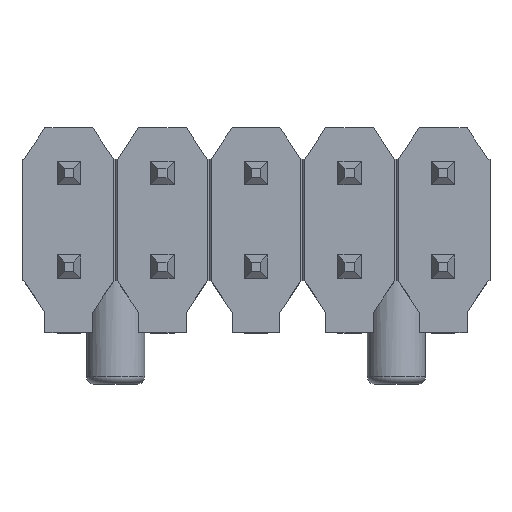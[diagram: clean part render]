
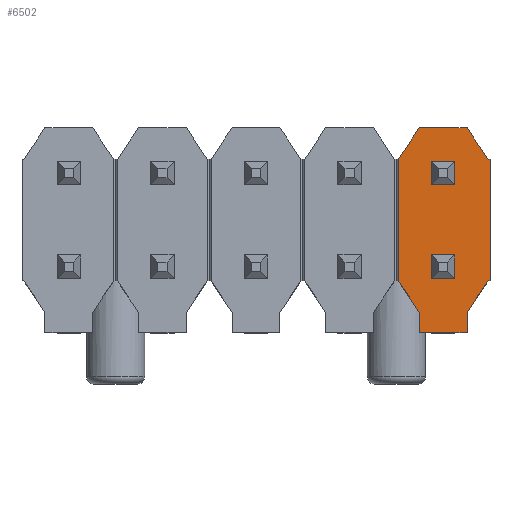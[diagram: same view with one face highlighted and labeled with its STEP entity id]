
A CAD part, top view. The second image highlights one B-rep face of the part: STEP entity #6502.
In plain terms, the highlighted planar face has unit normal (0, 0, 1).
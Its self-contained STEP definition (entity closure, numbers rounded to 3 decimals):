
#15=FACE_BOUND('',#874,.T.);
#16=FACE_BOUND('',#875,.T.);
#508=FACE_OUTER_BOUND('',#873,.T.);
#873=EDGE_LOOP('',(#5271,#5272,#5273,#5274,#5275,#5276,#5277,#5278,#5279,
#5280,#5281,#5282));
#874=EDGE_LOOP('',(#5283,#5284,#5285,#5286));
#875=EDGE_LOOP('',(#5287,#5288,#5289,#5290));
#1411=LINE('',#9909,#2198);
#1423=LINE('',#9942,#2210);
#1429=LINE('',#9954,#2216);
#1432=LINE('',#9959,#2219);
#1459=LINE('',#10023,#2246);
#1471=LINE('',#10056,#2258);
#1477=LINE('',#10068,#2264);
#1480=LINE('',#10073,#2267);
#1515=LINE('',#10165,#2302);
#1518=LINE('',#10171,#2305);
#1526=LINE('',#10200,#2313);
#1549=LINE('',#10248,#2336);
#1555=LINE('',#10262,#2342);
#1558=LINE('',#10266,#2345);
#1559=LINE('',#10268,#2346);
#1560=LINE('',#10270,#2347);
#1561=LINE('',#10272,#2348);
#1562=LINE('',#10274,#2349);
#1563=LINE('',#10276,#2350);
#1564=LINE('',#10277,#2351);
#2198=VECTOR('',#8046,1.);
#2210=VECTOR('',#8070,1.);
#2216=VECTOR('',#8080,1.);
#2219=VECTOR('',#8085,1.);
#2246=VECTOR('',#8154,1.);
#2258=VECTOR('',#8178,1.);
#2264=VECTOR('',#8188,1.);
#2267=VECTOR('',#8193,1.);
#2302=VECTOR('',#8290,1.);
#2305=VECTOR('',#8295,1.);
#2313=VECTOR('',#8321,1.);
#2336=VECTOR('',#8362,1.);
#2342=VECTOR('',#8372,1.);
#2345=VECTOR('',#8377,1.);
#2346=VECTOR('',#8378,1.);
#2347=VECTOR('',#8379,1.);
#2348=VECTOR('',#8380,1.);
#2349=VECTOR('',#8381,1.);
#2350=VECTOR('',#8382,1.);
#2351=VECTOR('',#8383,1.);
#2885=VERTEX_POINT('',#9907);
#2886=VERTEX_POINT('',#9908);
#2901=VERTEX_POINT('',#9941);
#2905=VERTEX_POINT('',#9953);
#2921=VERTEX_POINT('',#10021);
#2922=VERTEX_POINT('',#10022);
#2937=VERTEX_POINT('',#10055);
#2941=VERTEX_POINT('',#10067);
#2965=VERTEX_POINT('',#10155);
#2968=VERTEX_POINT('',#10163);
#2970=VERTEX_POINT('',#10169);
#2982=VERTEX_POINT('',#10198);
#2998=VERTEX_POINT('',#10247);
#3003=VERTEX_POINT('',#10260);
#3004=VERTEX_POINT('',#10261);
#3005=VERTEX_POINT('',#10267);
#3006=VERTEX_POINT('',#10269);
#3007=VERTEX_POINT('',#10271);
#3008=VERTEX_POINT('',#10273);
#3009=VERTEX_POINT('',#10275);
#3639=EDGE_CURVE('',#2885,#2886,#1411,.T.);
#3655=EDGE_CURVE('',#2901,#2885,#1423,.T.);
#3661=EDGE_CURVE('',#2886,#2905,#1429,.T.);
#3664=EDGE_CURVE('',#2905,#2901,#1432,.T.);
#3695=EDGE_CURVE('',#2921,#2922,#1459,.T.);
#3711=EDGE_CURVE('',#2937,#2921,#1471,.T.);
#3717=EDGE_CURVE('',#2922,#2941,#1477,.T.);
#3720=EDGE_CURVE('',#2941,#2937,#1480,.T.);
#3765=EDGE_CURVE('',#2968,#2965,#1515,.T.);
#3768=EDGE_CURVE('',#2968,#2970,#1518,.T.);
#3783=EDGE_CURVE('',#2970,#2982,#1526,.T.);
#3806=EDGE_CURVE('',#2965,#2998,#1549,.T.);
#3812=EDGE_CURVE('',#3003,#3004,#1555,.T.);
#3815=EDGE_CURVE('',#2998,#3004,#1558,.T.);
#3816=EDGE_CURVE('',#3005,#2982,#1559,.T.);
#3817=EDGE_CURVE('',#3006,#3005,#1560,.T.);
#3818=EDGE_CURVE('',#3007,#3006,#1561,.T.);
#3819=EDGE_CURVE('',#3007,#3008,#1562,.T.);
#3820=EDGE_CURVE('',#3009,#3008,#1563,.T.);
#3821=EDGE_CURVE('',#3003,#3009,#1564,.T.);
#5271=ORIENTED_EDGE('',*,*,#3815,.F.);
#5272=ORIENTED_EDGE('',*,*,#3806,.F.);
#5273=ORIENTED_EDGE('',*,*,#3765,.F.);
#5274=ORIENTED_EDGE('',*,*,#3768,.T.);
#5275=ORIENTED_EDGE('',*,*,#3783,.T.);
#5276=ORIENTED_EDGE('',*,*,#3816,.F.);
#5277=ORIENTED_EDGE('',*,*,#3817,.F.);
#5278=ORIENTED_EDGE('',*,*,#3818,.F.);
#5279=ORIENTED_EDGE('',*,*,#3819,.T.);
#5280=ORIENTED_EDGE('',*,*,#3820,.F.);
#5281=ORIENTED_EDGE('',*,*,#3821,.F.);
#5282=ORIENTED_EDGE('',*,*,#3812,.T.);
#5283=ORIENTED_EDGE('',*,*,#3655,.F.);
#5284=ORIENTED_EDGE('',*,*,#3664,.F.);
#5285=ORIENTED_EDGE('',*,*,#3661,.F.);
#5286=ORIENTED_EDGE('',*,*,#3639,.F.);
#5287=ORIENTED_EDGE('',*,*,#3711,.F.);
#5288=ORIENTED_EDGE('',*,*,#3720,.F.);
#5289=ORIENTED_EDGE('',*,*,#3717,.F.);
#5290=ORIENTED_EDGE('',*,*,#3695,.F.);
#6179=PLANE('',#6983);
#6502=ADVANCED_FACE('',(#508,#15,#16),#6179,.T.);
#6983=AXIS2_PLACEMENT_3D('',#10265,#8375,#8376);
#8046=DIRECTION('',(0.,-1.,0.));
#8070=DIRECTION('',(-1.,0.,0.));
#8080=DIRECTION('',(1.,0.,0.));
#8085=DIRECTION('',(0.,1.,0.));
#8154=DIRECTION('',(0.,-1.,0.));
#8178=DIRECTION('',(-1.,0.,0.));
#8188=DIRECTION('',(1.,0.,0.));
#8193=DIRECTION('',(0.,1.,0.));
#8290=DIRECTION('',(-0.557,0.831,0.));
#8295=DIRECTION('',(0.,-1.,0.));
#8321=DIRECTION('',(1.,0.,0.));
#8362=DIRECTION('',(0.,1.,0.));
#8372=DIRECTION('',(-1.,0.,0.));
#8375=DIRECTION('center_axis',(0.,0.,
1.));
#8376=DIRECTION('ref_axis',(1.,0.,0.));
#8377=DIRECTION('',(0.557,0.831,0.));
#8378=DIRECTION('',(0.,-1.,0.));
#8379=DIRECTION('',(-0.557,-0.831,0.));
#8380=DIRECTION('',(-1.,0.,0.));
#8381=DIRECTION('',(0.,1.,0.));
#8382=DIRECTION('',(1.,0.,0.));
#8383=DIRECTION('',(0.557,-0.831,0.));
#9907=CARTESIAN_POINT('',(-12.047,4.49,1.996));
#9908=CARTESIAN_POINT('',(-12.047,3.855,1.996));
#9909=CARTESIAN_POINT('',(-12.047,3.855,1.996));
#9941=CARTESIAN_POINT('',(-11.412,4.49,1.996));
#9942=CARTESIAN_POINT('',(-12.047,4.49,1.996));
#9953=CARTESIAN_POINT('',(-11.412,3.855,1.996));
#9954=CARTESIAN_POINT('',(-11.412,3.855,1.996));
#9959=CARTESIAN_POINT('',(-11.412,4.49,1.996));
#10021=CARTESIAN_POINT('',(-12.047,1.95,1.996));
#10022=CARTESIAN_POINT('',(-12.047,1.315,1.996));
#10023=CARTESIAN_POINT('',(-12.047,1.315,1.996));
#10055=CARTESIAN_POINT('',(-11.412,1.95,1.996));
#10056=CARTESIAN_POINT('',(-12.047,1.95,1.996));
#10067=CARTESIAN_POINT('',(-11.412,1.315,1.996));
#10068=CARTESIAN_POINT('',(-11.412,1.315,1.996));
#10073=CARTESIAN_POINT('',(-11.412,1.95,1.996));
#10155=CARTESIAN_POINT('',(-12.95,1.252,1.996));
#10163=CARTESIAN_POINT('',(-12.38,0.402,1.996));
#10165=CARTESIAN_POINT('',(-12.95,1.252,1.996));
#10169=CARTESIAN_POINT('',(-12.38,-0.148,1.996));
#10171=CARTESIAN_POINT('',(-12.38,-0.148,1.996));
#10198=CARTESIAN_POINT('',(-11.08,-0.148,1.996));
#10200=CARTESIAN_POINT('',(-11.08,-0.148,1.996));
#10247=CARTESIAN_POINT('',(-12.95,4.552,1.996));
#10248=CARTESIAN_POINT('',(-12.95,4.552,1.996));
#10260=CARTESIAN_POINT('',(-11.08,5.402,1.996));
#10261=CARTESIAN_POINT('',(-12.38,5.402,1.996));
#10262=CARTESIAN_POINT('',(-12.38,5.402,1.996));
#10265=CARTESIAN_POINT('Origin',(-16.81,2.902,1.996));
#10266=CARTESIAN_POINT('',(-12.38,5.402,1.996));
#10267=CARTESIAN_POINT('',(-11.08,0.402,1.996));
#10268=CARTESIAN_POINT('',(-11.08,-0.148,1.996));
#10269=CARTESIAN_POINT('',(-10.51,1.252,1.996));
#10270=CARTESIAN_POINT('',(-11.08,0.402,1.996));
#10271=CARTESIAN_POINT('',(-10.46,1.252,1.996));
#10272=CARTESIAN_POINT('',(-10.51,1.252,1.996));
#10273=CARTESIAN_POINT('',(-10.46,4.552,1.996));
#10274=CARTESIAN_POINT('',(-10.46,4.552,1.996));
#10275=CARTESIAN_POINT('',(-10.51,4.552,1.996));
#10276=CARTESIAN_POINT('',(-10.46,4.552,1.996));
#10277=CARTESIAN_POINT('',(-10.51,4.552,1.996));
